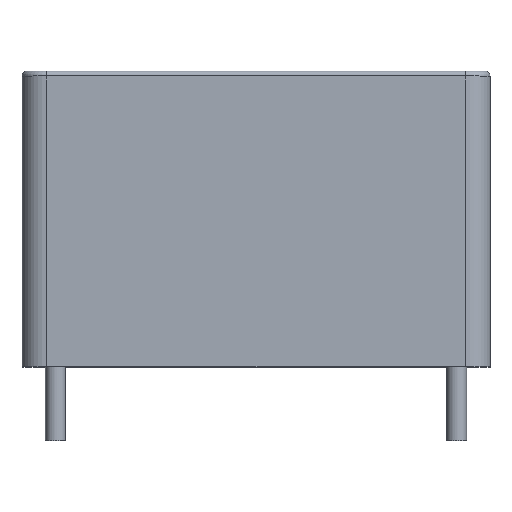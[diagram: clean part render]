
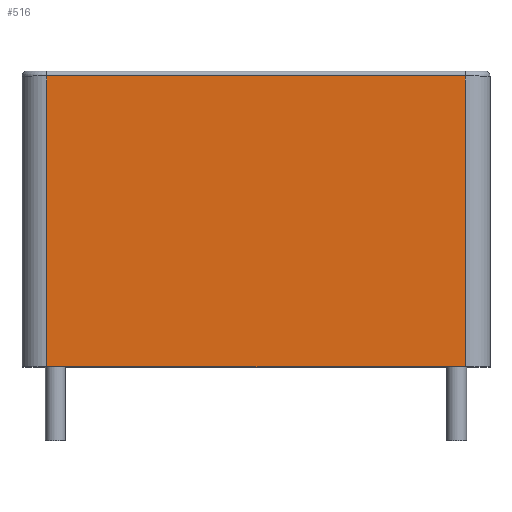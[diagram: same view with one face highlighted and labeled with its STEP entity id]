
A CAD part, top view. The second image highlights one B-rep face of the part: STEP entity #516.
In plain terms, the highlighted planar face has unit normal (0, 0, 1).
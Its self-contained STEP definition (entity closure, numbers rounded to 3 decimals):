
#29=PLANE('',#590);
#44=LINE('',#849,#76);
#54=LINE('',#891,#86);
#55=LINE('',#895,#87);
#56=LINE('',#896,#88);
#76=VECTOR('',#659,10.);
#86=VECTOR('',#707,10.);
#87=VECTOR('',#712,10.);
#88=VECTOR('',#713,10.);
#133=FACE_OUTER_BOUND('',#172,.T.);
#172=EDGE_LOOP('',(#398,#399,#400,#401));
#244=VERTEX_POINT('',#839);
#246=VERTEX_POINT('',#845);
#260=VERTEX_POINT('',#890);
#261=VERTEX_POINT('',#894);
#292=EDGE_CURVE('',#244,#246,#44,.T.);
#313=EDGE_CURVE('',#260,#246,#54,.T.);
#315=EDGE_CURVE('',#261,#244,#55,.T.);
#316=EDGE_CURVE('',#261,#260,#56,.T.);
#398=ORIENTED_EDGE('',*,*,#292,.F.);
#399=ORIENTED_EDGE('',*,*,#315,.F.);
#400=ORIENTED_EDGE('',*,*,#316,.T.);
#401=ORIENTED_EDGE('',*,*,#313,.T.);
#516=ADVANCED_FACE('',(#133),#29,.T.);
#590=AXIS2_PLACEMENT_3D('',#893,#710,#711);
#659=DIRECTION('',(1.,0.,0.));
#707=DIRECTION('',(0.,1.,0.));
#710=DIRECTION('center_axis',(0.,0.,1.));
#711=DIRECTION('ref_axis',(1.,0.,0.));
#712=DIRECTION('',(0.,1.,0.));
#713=DIRECTION('',(1.,0.,0.));
#839=CARTESIAN_POINT('',(-8.5,11.8,5.));
#845=CARTESIAN_POINT('',(8.5,11.8,5.));
#849=CARTESIAN_POINT('',(-4.25,11.8,5.));
#890=CARTESIAN_POINT('',(8.5,0.,5.));
#891=CARTESIAN_POINT('',(8.5,0.,5.));
#893=CARTESIAN_POINT('Origin',(-8.5,0.,5.));
#894=CARTESIAN_POINT('',(-8.5,0.,5.));
#895=CARTESIAN_POINT('',(-8.5,0.,5.));
#896=CARTESIAN_POINT('',(-8.5,0.,5.));
